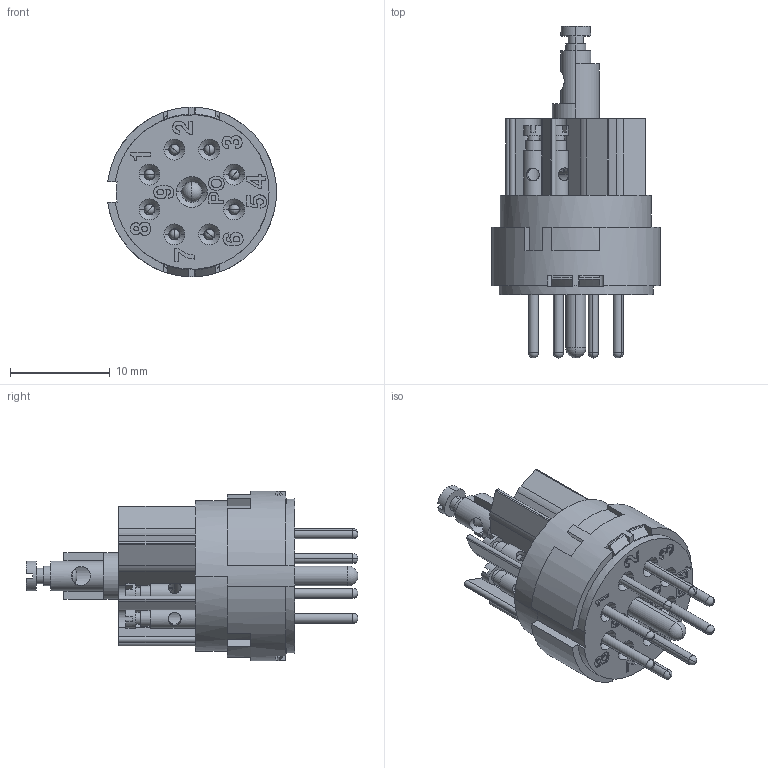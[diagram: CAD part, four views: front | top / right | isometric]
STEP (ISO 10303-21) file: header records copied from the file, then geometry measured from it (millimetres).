
FILE_DESCRIPTION((''),'2;1');
FILE_NAME('HR23-009-M_SW0001_1_SW0001','2017-07-12T',('y.wang'),(''),'PRO/ENGINEER BY PARAMETRIC TECHNOLOGY CORPORATION, 2012480','PRO/ENGINEER BY PARAMETRIC TECHNOLOGY CORPORATION, 2012480','');
FILE_SCHEMA(('CONFIG_CONTROL_DESIGN'));
Length unit declared in the file: millimetre
Products named in the file (1): HR23-009-M_SW0001_1_SW0001
Bounding box: 16.91 x 33.3 x 17 mm (x, y, z)
Volume: 2724 mm3; surface area: 4375.7 mm2
Topology: 1 solids, 1 shells, 1131 faces, 3120 edges, 2043 vertices
Faces by surface type: plane 389, extrusion 302, cylinder 294, cone 72, torus 38, sphere 36
Entity records: 38711 total; most frequent: CARTESIAN_POINT 10337, ORIENTED_EDGE 6168, DIRECTION 5338, EDGE_CURVE 3084, VERTEX_POINT 2043, AXIS2_PLACEMENT_3D 1817, VECTOR 1704, LINE 1402
